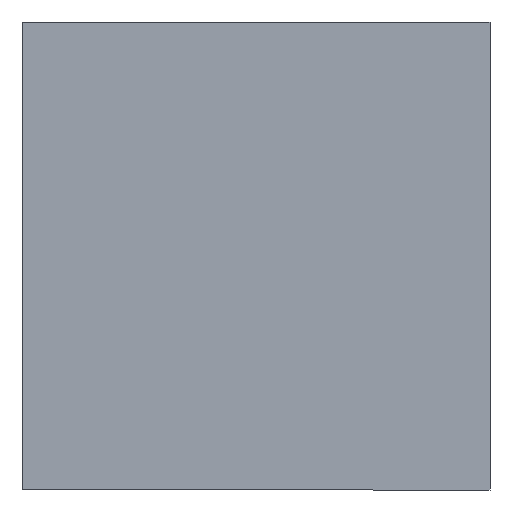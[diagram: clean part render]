
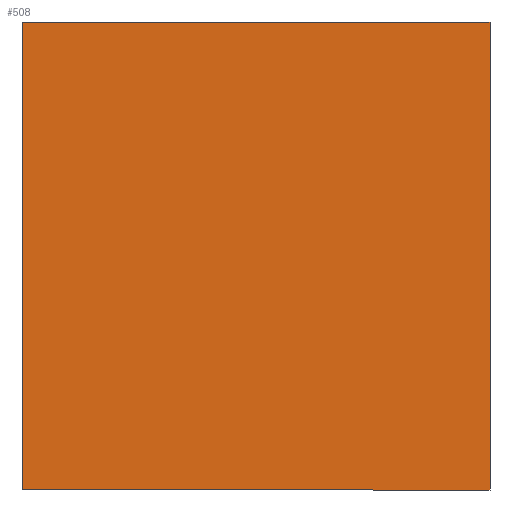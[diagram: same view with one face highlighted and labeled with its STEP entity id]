
A CAD part, left-side view. The second image highlights one B-rep face of the part: STEP entity #508.
In plain terms, the highlighted face is planar.
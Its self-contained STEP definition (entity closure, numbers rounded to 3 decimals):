
#36 = VECTOR ( 'NONE', #1509, 1000. ) ;
#114 = ORIENTED_EDGE ( 'NONE', *, *, #1162, .T. ) ;
#202 = CARTESIAN_POINT ( 'NONE',  ( -16., 16., 0.2 ) ) ;
#233 = CARTESIAN_POINT ( 'NONE',  ( -16., -16., 0.2 ) ) ;
#280 = AXIS2_PLACEMENT_3D ( 'NONE', #1393, #373, #476 ) ;
#346 = VERTEX_POINT ( 'NONE', #1824 ) ;
#373 = DIRECTION ( 'NONE',  ( 0., 0., -1. ) ) ;
#476 = DIRECTION ( 'NONE',  ( -1., 0., 0. ) ) ;
#508 = ADVANCED_FACE ( 'NONE', ( #1073 ), #1747, .F. ) ;
#515 = EDGE_CURVE ( 'NONE', #780, #1688, #1832, .T. ) ;
#546 = VERTEX_POINT ( 'NONE', #1937 ) ;
#688 = VECTOR ( 'NONE', #726, 1000. ) ;
#726 = DIRECTION ( 'NONE',  ( -1., 0., 0. ) ) ;
#745 = VECTOR ( 'NONE', #1174, 1000. ) ;
#780 = VERTEX_POINT ( 'NONE', #840 ) ;
#805 = ORIENTED_EDGE ( 'NONE', *, *, #821, .T. ) ;
#821 = EDGE_CURVE ( 'NONE', #1688, #546, #905, .T. ) ;
#827 = DIRECTION ( 'NONE',  ( 1., 0., 0. ) ) ;
#840 = CARTESIAN_POINT ( 'NONE',  ( 16., 16., 0.2 ) ) ;
#856 = EDGE_CURVE ( 'NONE', #546, #346, #1992, .T. ) ;
#905 = LINE ( 'NONE', #1731, #36 ) ;
#1073 = FACE_OUTER_BOUND ( 'NONE', #1829, .T. ) ;
#1162 = EDGE_CURVE ( 'NONE', #346, #780, #1521, .T. ) ;
#1174 = DIRECTION ( 'NONE',  ( 0., 1., 0. ) ) ;
#1224 = ORIENTED_EDGE ( 'NONE', *, *, #856, .T. ) ;
#1393 = CARTESIAN_POINT ( 'NONE',  ( 16., 16., 0.2 ) ) ;
#1509 = DIRECTION ( 'NONE',  ( 0., -1., 0. ) ) ;
#1521 = LINE ( 'NONE', #1716, #745 ) ;
#1653 = VECTOR ( 'NONE', #827, 1000. ) ;
#1688 = VERTEX_POINT ( 'NONE', #1964 ) ;
#1716 = CARTESIAN_POINT ( 'NONE',  ( 16., -16., 0.2 ) ) ;
#1731 = CARTESIAN_POINT ( 'NONE',  ( -16., -16., 0.2 ) ) ;
#1738 = ORIENTED_EDGE ( 'NONE', *, *, #515, .T. ) ;
#1747 = PLANE ( 'NONE',  #280 ) ;
#1824 = CARTESIAN_POINT ( 'NONE',  ( 16., -16., 0.2 ) ) ;
#1829 = EDGE_LOOP ( 'NONE', ( #114, #1738, #805, #1224 ) ) ;
#1832 = LINE ( 'NONE', #202, #688 ) ;
#1937 = CARTESIAN_POINT ( 'NONE',  ( -16., -16., 0.2 ) ) ;
#1964 = CARTESIAN_POINT ( 'NONE',  ( -16., 16., 0.2 ) ) ;
#1992 = LINE ( 'NONE', #233, #1653 ) ;
